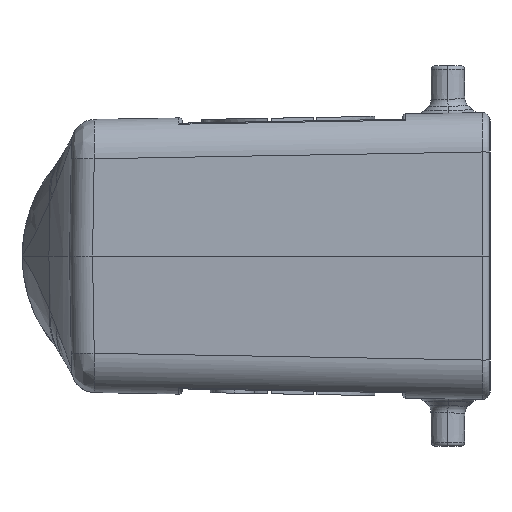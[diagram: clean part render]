
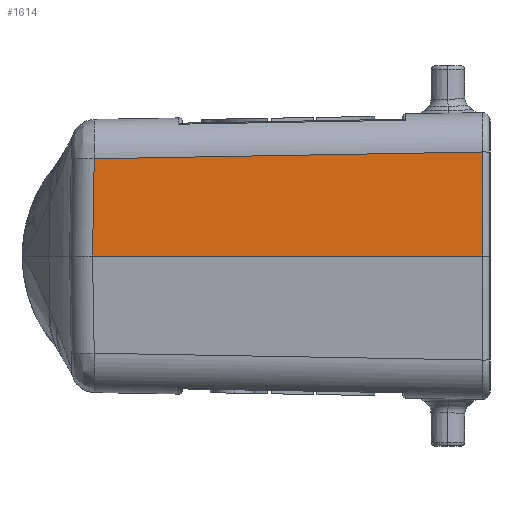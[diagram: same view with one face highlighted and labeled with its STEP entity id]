
A CAD part, left-side view. The second image highlights one B-rep face of the part: STEP entity #1614.
In plain terms, the highlighted planar face has unit normal (-1, 0.018, 0.017).
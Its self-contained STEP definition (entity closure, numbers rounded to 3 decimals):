
#486=B_SPLINE_CURVE_WITH_KNOTS('',3,(#17843,#17844,#17845,#17846),
 .UNSPECIFIED.,.F.,.F.,(4,4),(0.,1.),.UNSPECIFIED.);
#562=B_SPLINE_CURVE_WITH_KNOTS('',3,(#19478,#19479,#19480,#19481),
 .UNSPECIFIED.,.F.,.F.,(4,4),(0.,1.),.UNSPECIFIED.);
#1614=ADVANCED_FACE('',(#2373),#1871,.T.);
#1871=PLANE('',#9821);
#2373=FACE_OUTER_BOUND('',#2950,.T.);
#2950=EDGE_LOOP('',(#5523,#5524,#5525,#5526));
#5523=ORIENTED_EDGE('',*,*,#7576,.F.);
#5524=ORIENTED_EDGE('',*,*,#7681,.F.);
#5525=ORIENTED_EDGE('',*,*,#7683,.T.);
#5526=ORIENTED_EDGE('',*,*,#7684,.T.);
#6332=VERTEX_POINT('',#17842);
#6333=VERTEX_POINT('',#17847);
#6385=VERTEX_POINT('',#19471);
#6387=VERTEX_POINT('',#19477);
#7576=EDGE_CURVE('',#6332,#6333,#486,.T.);
#7681=EDGE_CURVE('',#6385,#6332,#8367,.T.);
#7683=EDGE_CURVE('',#6385,#6387,#8369,.T.);
#7684=EDGE_CURVE('',#6387,#6333,#562,.T.);
#8367=LINE('',#19473,#9055);
#8369=LINE('',#19476,#9057);
#9055=VECTOR('',#12023,1.);
#9057=VECTOR('',#12027,1.);
#9821=AXIS2_PLACEMENT_3D('',#19482,#12028,#12029);
#12023=DIRECTION('',(0.017,-0.017,1.));
#12027=DIRECTION('',(-0.017,-1.,0.));
#12028=DIRECTION('',(-1.,0.017,0.017));
#12029=DIRECTION('',(0.017,0.,1.));
#17842=CARTESIAN_POINT('',(-45.462,129.207,14.572));
#17843=CARTESIAN_POINT('',(-45.462,129.207,14.572));
#17844=CARTESIAN_POINT('',(-45.795,109.811,14.911));
#17845=CARTESIAN_POINT('',(-46.127,90.414,15.249));
#17846=CARTESIAN_POINT('',(-46.46,71.017,15.588));
#17847=CARTESIAN_POINT('',(-46.46,71.017,15.588));
#19471=CARTESIAN_POINT('',(-45.712,129.462,0.));
#19473=CARTESIAN_POINT('',(-45.712,129.462,0.));
#19476=CARTESIAN_POINT('',(-45.712,129.462,0.));
#19477=CARTESIAN_POINT('',(-46.732,71.017,0.));
#19478=CARTESIAN_POINT('',(-46.732,71.017,0.));
#19479=CARTESIAN_POINT('',(-46.642,71.017,5.196));
#19480=CARTESIAN_POINT('',(-46.551,71.017,10.392));
#19481=CARTESIAN_POINT('',(-46.46,71.017,15.588));
#19482=CARTESIAN_POINT('',(-46.333,70.,23.912));
